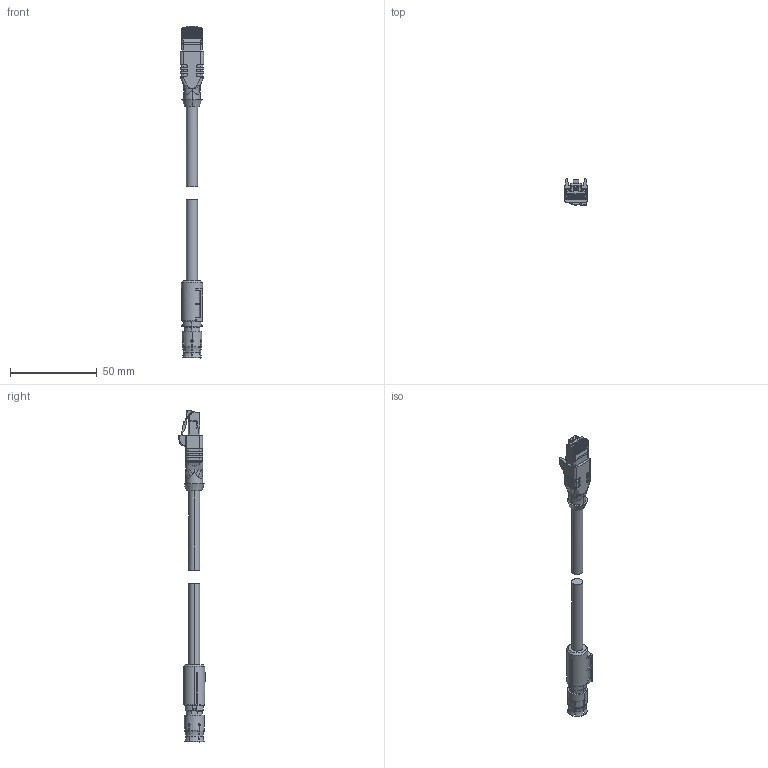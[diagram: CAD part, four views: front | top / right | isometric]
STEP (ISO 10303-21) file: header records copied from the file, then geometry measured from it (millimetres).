
FILE_DESCRIPTION(('CATIA V5 STEP Exchange','CAx-IF Rec.Pracs.--- Model Styling and Organization---1.4--- 2014-01-23'),'2;1');
FILE_NAME ('281534-5_0_2503740050_2503740050.stp','2020-11-03T10:10:32+00:00',('none'),('Weidmueller'),'CATIA Version 5-6 Release 2016 SP3 HF44','CATIA V5 STEP AP214','none');
FILE_SCHEMA(('AUTOMOTIVE_DESIGN { 1 0 10303 214 1 1 1 1 }'));
Length unit declared in the file: millimetre
Products named in the file (1): 2503740050
Bounding box: 13.3 x 15.04 x 190.9 mm (x, y, z)
Volume: 11548.4 mm3; surface area: 7756.7 mm2
Topology: 7 solids, 7 shells, 1014 faces, 2729 edges, 1725 vertices
Faces by surface type: plane 429, cylinder 397, torus 110, bspline 51, cone 17, sphere 10
Entity records: 34079 total; most frequent: CARTESIAN_POINT 10388, ORIENTED_EDGE 5438, DIRECTION 4014, EDGE_CURVE 2719, VERTEX_POINT 1725, AXIS2_PLACEMENT_3D 1546, VECTOR 1516, LINE 1516
